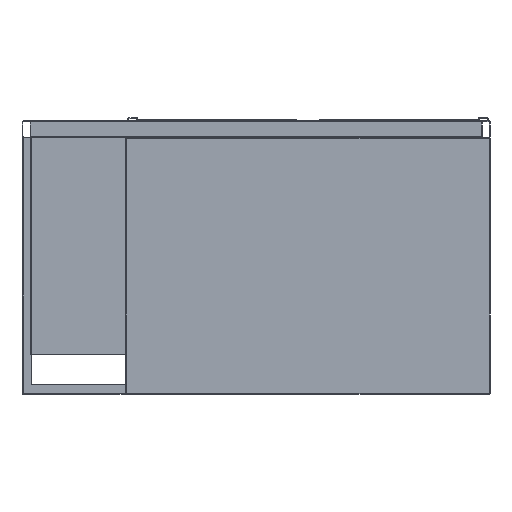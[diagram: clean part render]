
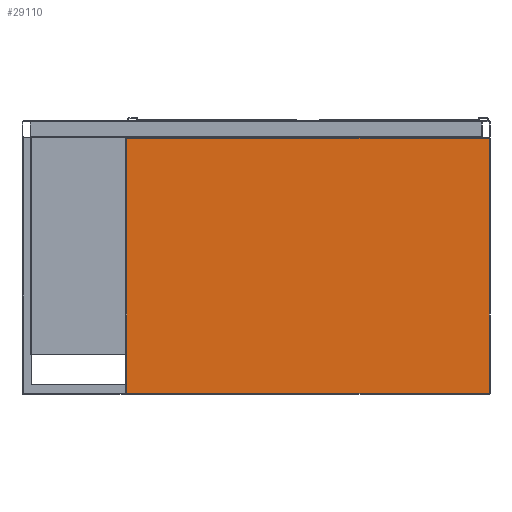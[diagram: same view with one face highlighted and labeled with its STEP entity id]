
A CAD part, front view. The second image highlights one B-rep face of the part: STEP entity #29110.
In plain terms, the highlighted planar face has unit normal (0, -1, 0).
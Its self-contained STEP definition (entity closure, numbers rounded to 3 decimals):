
#1140 = CARTESIAN_POINT ( 'NONE',  ( 438., -280., -658. ) ) ;
#2882 = VERTEX_POINT ( 'NONE', #22090 ) ;
#3305 = VECTOR ( 'NONE', #13010, 1000. ) ;
#4861 = DIRECTION ( 'NONE',  ( 1., 0., 0. ) ) ;
#6462 = LINE ( 'NONE', #17732, #15337 ) ;
#6851 = ORIENTED_EDGE ( 'NONE', *, *, #14347, .T. ) ;
#7145 = VERTEX_POINT ( 'NONE', #1140 ) ;
#7260 = AXIS2_PLACEMENT_3D ( 'NONE', #25248, #36485, #24238 ) ;
#8484 = ORIENTED_EDGE ( 'NONE', *, *, #36017, .T. ) ;
#8811 = PLANE ( 'NONE',  #7260 ) ;
#12613 = LINE ( 'NONE', #27148, #22083 ) ;
#12946 = VERTEX_POINT ( 'NONE', #27876 ) ;
#13010 = DIRECTION ( 'NONE',  ( 0., 0., -1. ) ) ;
#14014 = FACE_OUTER_BOUND ( 'NONE', #32816, .T. ) ;
#14347 = EDGE_CURVE ( 'NONE', #2882, #28586, #16179, .T. ) ;
#15337 = VECTOR ( 'NONE', #31528, 1000. ) ;
#15589 = LINE ( 'NONE', #26626, #20843 ) ;
#16179 = LINE ( 'NONE', #24817, #3305 ) ;
#17732 = CARTESIAN_POINT ( 'NONE',  ( -440., -280., -42. ) ) ;
#20843 = VECTOR ( 'NONE', #29569, 1000. ) ;
#22083 = VECTOR ( 'NONE', #4861, 1000. ) ;
#22090 = CARTESIAN_POINT ( 'NONE',  ( -438., -280., -42. ) ) ;
#23513 = EDGE_CURVE ( 'NONE', #28586, #7145, #12613, .T. ) ;
#24238 = DIRECTION ( 'NONE',  ( 0., 0., -1. ) ) ;
#24817 = CARTESIAN_POINT ( 'NONE',  ( -438., -280., -660. ) ) ;
#24852 = ORIENTED_EDGE ( 'NONE', *, *, #23513, .T. ) ;
#25248 = CARTESIAN_POINT ( 'NONE',  ( -440., -280., -660. ) ) ;
#26626 = CARTESIAN_POINT ( 'NONE',  ( 438., -280., -660. ) ) ;
#27148 = CARTESIAN_POINT ( 'NONE',  ( -440., -280., -658. ) ) ;
#27776 = EDGE_CURVE ( 'NONE', #7145, #12946, #15589, .T. ) ;
#27854 = CARTESIAN_POINT ( 'NONE',  ( -438., -280., -658. ) ) ;
#27876 = CARTESIAN_POINT ( 'NONE',  ( 438., -280., -42. ) ) ;
#28586 = VERTEX_POINT ( 'NONE', #27854 ) ;
#29110 = ADVANCED_FACE ( 'Fl�che8', ( #14014 ), #8811, .T. ) ;
#29569 = DIRECTION ( 'NONE',  ( 0., 0., 1. ) ) ;
#30722 = ORIENTED_EDGE ( 'NONE', *, *, #27776, .T. ) ;
#31528 = DIRECTION ( 'NONE',  ( -1., 0., 0. ) ) ;
#32816 = EDGE_LOOP ( 'NONE', ( #8484, #6851, #24852, #30722 ) ) ;
#36017 = EDGE_CURVE ( 'NONE', #12946, #2882, #6462, .T. ) ;
#36485 = DIRECTION ( 'NONE',  ( 0., -1., 0. ) ) ;
